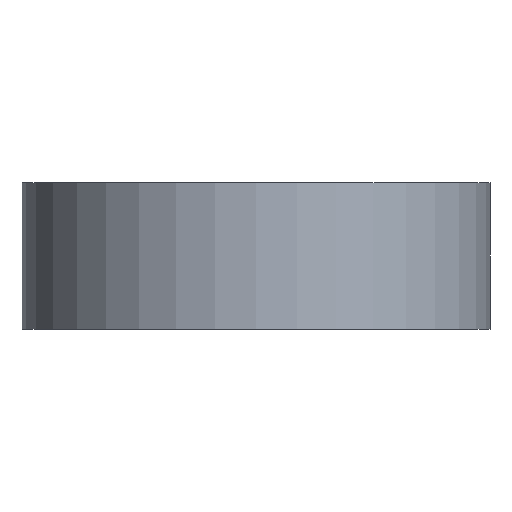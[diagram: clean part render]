
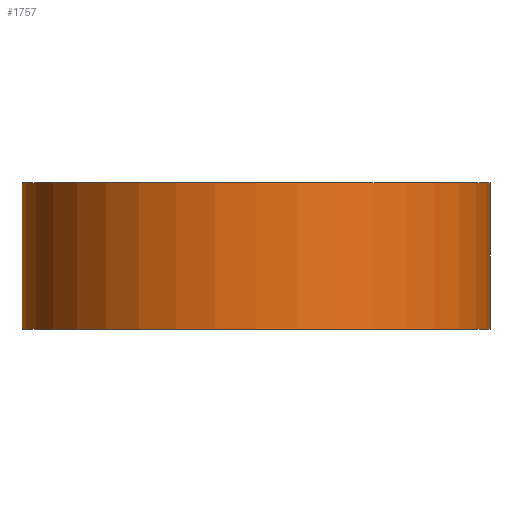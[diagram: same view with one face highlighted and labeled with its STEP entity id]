
A CAD part, front view. The second image highlights one B-rep face of the part: STEP entity #1757.
In plain terms, the highlighted cylindrical face has radius 16 mm (diameter 32 mm), a partial arc.
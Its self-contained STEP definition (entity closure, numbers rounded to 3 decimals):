
#50 = EDGE_CURVE ( 'NONE', #579, #1798, #2703, .T. ) ;
#145 = DIRECTION ( 'NONE',  ( 0., 0., -1. ) ) ;
#157 = CARTESIAN_POINT ( 'NONE',  ( 16., 0., 10. ) ) ;
#179 = CARTESIAN_POINT ( 'NONE',  ( 16., 0., 10. ) ) ;
#203 = VERTEX_POINT ( 'NONE', #470 ) ;
#223 = CARTESIAN_POINT ( 'NONE',  ( -16., 0., 0. ) ) ;
#235 = CARTESIAN_POINT ( 'NONE',  ( 0., 0., 0. ) ) ;
#407 = AXIS2_PLACEMENT_3D ( 'NONE', #235, #1535, #460 ) ;
#460 = DIRECTION ( 'NONE',  ( 1., 0., 0. ) ) ;
#470 = CARTESIAN_POINT ( 'NONE',  ( 16., 0., 0. ) ) ;
#579 = VERTEX_POINT ( 'NONE', #1033 ) ;
#594 = EDGE_CURVE ( 'NONE', #1798, #203, #1094, .T. ) ;
#618 = EDGE_CURVE ( 'NONE', #579, #1391, #1735, .T. ) ;
#636 = DIRECTION ( 'NONE',  ( 0., 0., -1. ) ) ;
#644 = ORIENTED_EDGE ( 'NONE', *, *, #656, .T. ) ;
#656 = EDGE_CURVE ( 'NONE', #1391, #203, #2502, .T. ) ;
#866 = CARTESIAN_POINT ( 'NONE',  ( 0., 0., 10. ) ) ;
#1033 = CARTESIAN_POINT ( 'NONE',  ( -16., 0., 10. ) ) ;
#1094 = LINE ( 'NONE', #179, #1125 ) ;
#1125 = VECTOR ( 'NONE', #636, 1000. ) ;
#1262 = CARTESIAN_POINT ( 'NONE',  ( -16., 0., 10. ) ) ;
#1270 = FACE_OUTER_BOUND ( 'NONE', #1934, .T. ) ;
#1303 = DIRECTION ( 'NONE',  ( 0., 0., 1. ) ) ;
#1391 = VERTEX_POINT ( 'NONE', #223 ) ;
#1409 = CYLINDRICAL_SURFACE ( 'NONE', #1782, 16. ) ;
#1493 = DIRECTION ( 'NONE',  ( 0., 0., -1. ) ) ;
#1535 = DIRECTION ( 'NONE',  ( 0., 0., 1. ) ) ;
#1574 = AXIS2_PLACEMENT_3D ( 'NONE', #866, #1303, #2358 ) ;
#1732 = ORIENTED_EDGE ( 'NONE', *, *, #618, .T. ) ;
#1735 = LINE ( 'NONE', #1262, #2730 ) ;
#1757 = ADVANCED_FACE ( 'NONE', ( #1270 ), #1409, .T. ) ;
#1782 = AXIS2_PLACEMENT_3D ( 'NONE', #2736, #145, #2536 ) ;
#1798 = VERTEX_POINT ( 'NONE', #157 ) ;
#1934 = EDGE_LOOP ( 'NONE', ( #2327, #2004, #1732, #644 ) ) ;
#2004 = ORIENTED_EDGE ( 'NONE', *, *, #50, .F. ) ;
#2327 = ORIENTED_EDGE ( 'NONE', *, *, #594, .F. ) ;
#2358 = DIRECTION ( 'NONE',  ( 1., 0., 0. ) ) ;
#2502 = CIRCLE ( 'NONE', #407, 16. ) ;
#2536 = DIRECTION ( 'NONE',  ( -1., 0., 0. ) ) ;
#2703 = CIRCLE ( 'NONE', #1574, 16. ) ;
#2730 = VECTOR ( 'NONE', #1493, 1000. ) ;
#2736 = CARTESIAN_POINT ( 'NONE',  ( 0., 0., 10. ) ) ;
